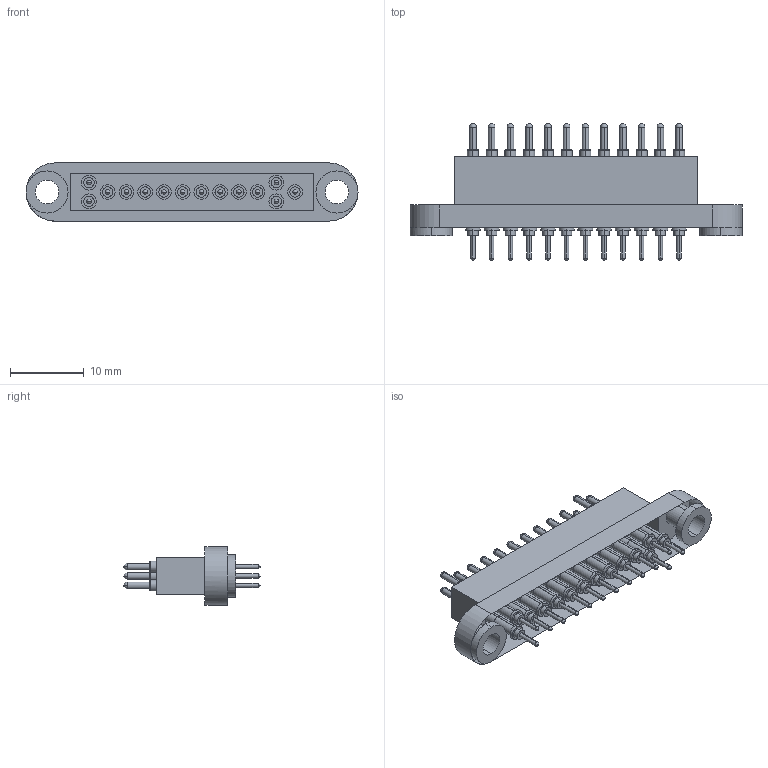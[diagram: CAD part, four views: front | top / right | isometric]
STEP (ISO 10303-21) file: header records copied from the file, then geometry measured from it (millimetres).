
FILE_DESCRIPTION (( 'STEP AP214' ), '1' );
FILE_NAME ('UEBK-12666.STEP', '2020-08-04T06:10:20', ( '' ), ( '' ), 'SwSTEP 2.0', 'SolidWorks 2020', '' );
FILE_SCHEMA (( 'AUTOMOTIVE_DESIGN' ));
Length unit declared in the file: millimetre
Products named in the file (3): Kontakt; UEBK-12666; Gehäuse
Assembly tree (15 placements, depth 2):
  UEBK-12666
    Gehäuse
    Kontakt  x14
Bounding box: 45 x 18.5 x 7.9 mm (x, y, z)
Volume: 2253.6 mm3; surface area: 3236.4 mm2
Topology: 15 solids, 15 shells, 371 faces, 864 edges, 538 vertices
Faces by surface type: cylinder 206, plane 81, sphere 56, torus 28
Entity records: 2779 total; most frequent: DIRECTION 480, CARTESIAN_POINT 396, ORIENTED_EDGE 368, AXIS2_PLACEMENT_3D 206, EDGE_CURVE 184, VERTEX_POINT 122, CIRCLE 116, EDGE_LOOP 110
